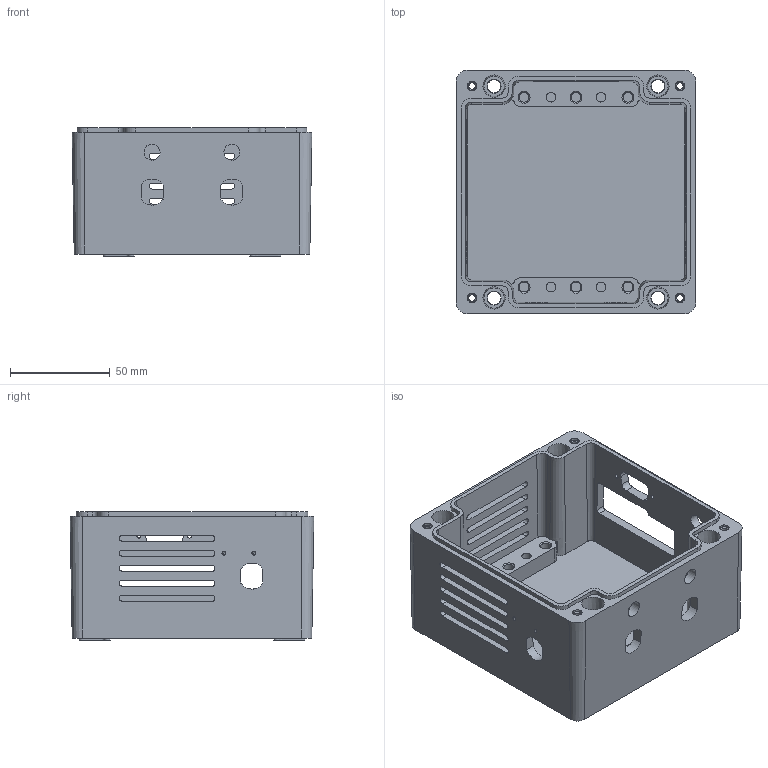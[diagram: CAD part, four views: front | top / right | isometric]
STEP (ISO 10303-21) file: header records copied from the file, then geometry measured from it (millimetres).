
FILE_DESCRIPTION(('FreeCAD Model'),'2;1');
FILE_NAME('Box_with_Vents_Mod.step', '2020-01-04T17:47:44',('Author'),(''), 'Open CASCADE STEP processor 7.3','FreeCAD','Unknown');
FILE_SCHEMA(('AUTOMOTIVE_DESIGN { 1 0 10303 214 1 1 1 1 }'));
Length unit declared in the file: millimetre
Products named in the file (1): Box_open
Bounding box: 120 x 122 x 64.1 mm (x, y, z)
Volume: 214300.9 mm3; surface area: 95515.2 mm2
Topology: 1 solids, 1 shells, 263 faces, 685 edges, 452 vertices
Faces by surface type: plane 120, cylinder 87, cone 56
Full cylindrical faces by diameter (mm): 1.985 x2, 2 x2, 3.242 x4, 4.8 x4, 4.917 x6, 8 x3
Entity records: 8224 total; most frequent: CARTESIAN_POINT 1459, DIRECTION 1433, ORIENTED_EDGE 1366, EDGE_CURVE 683, AXIS2_PLACEMENT_3D 538, VERTEX_POINT 452, LINE 357, VECTOR 357
